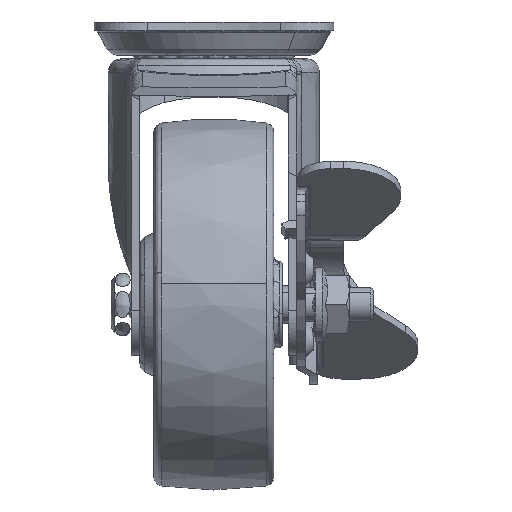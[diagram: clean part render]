
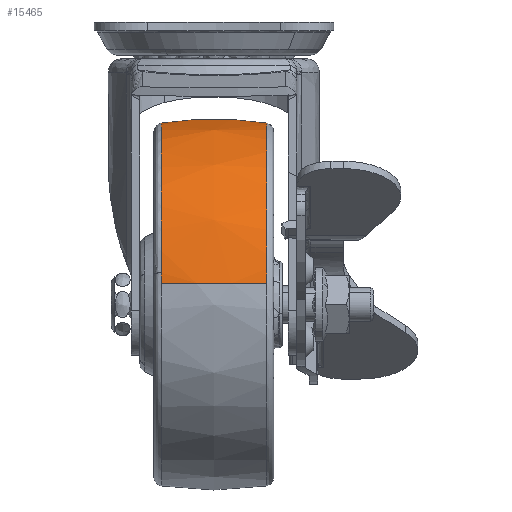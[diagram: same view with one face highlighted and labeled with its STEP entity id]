
A CAD part, left-side view. The second image highlights one B-rep face of the part: STEP entity #15465.
In plain terms, the highlighted free-form (B-spline) face has degree [2, 2] with [5, 5] control points.
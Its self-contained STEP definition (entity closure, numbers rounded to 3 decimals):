
#14496=CARTESIAN_POINT('',(-55.295,9.231,-42.437));
#14497=VERTEX_POINT('',#14496);
#14509=CARTESIAN_POINT('',(-24.0,9.231,-16.214));
#14510=VERTEX_POINT('',#14509);
#14511=CARTESIAN_POINT('',(-24.0,9.231,-16.214));
#14512=CARTESIAN_POINT('',(-26.367,9.231,-16.214));
#14513=CARTESIAN_POINT('',(-30.639,9.231,-16.694));
#14514=CARTESIAN_POINT('',(-35.767,9.231,-18.355));
#14515=CARTESIAN_POINT('',(-39.506,9.231,-20.184));
#14516=CARTESIAN_POINT('',(-42.589,9.231,-22.123));
#14517=CARTESIAN_POINT('',(-45.286,9.231,-24.308));
#14518=CARTESIAN_POINT('',(-47.93,9.231,-26.977));
#14519=CARTESIAN_POINT('',(-50.263,9.231,-29.927));
#14520=CARTESIAN_POINT('',(-52.536,9.231,-33.758));
#14521=CARTESIAN_POINT('',(-54.269,9.231,-37.928));
#14522=CARTESIAN_POINT('',(-55.032,9.231,-40.959));
#14523=CARTESIAN_POINT('',(-55.295,9.231,-42.437));
#14524=B_SPLINE_CURVE_WITH_KNOTS('',3,(#14511,#14512,#14513,#14514,#14515,#14516,#14517,#14518,#14519,#14520,#14521,#14522,#14523),.UNSPECIFIED.,.F.,.U.,(4,1,1,1,1,1,1,1,1,1,4),(0.,7.101,12.816,16.107,19.571,23.727,26.498,30.828,34.985,39.834,44.337),.UNSPECIFIED.);
#14525=EDGE_CURVE('',#14510,#14497,#14524,.T.);
#14627=CARTESIAN_POINT('',(-55.573,9.231,-44.33));
#14628=VERTEX_POINT('',#14627);
#14646=CARTESIAN_POINT('',(-55.295,9.231,-42.437));
#14647=CARTESIAN_POINT('',(-55.407,9.231,-43.065));
#14648=CARTESIAN_POINT('',(-55.499,9.231,-43.696));
#14649=CARTESIAN_POINT('',(-55.573,9.231,-44.33));
#14650=B_SPLINE_CURVE_WITH_KNOTS('',3,(#14646,#14647,#14648,#14649),.UNSPECIFIED.,.F.,.U.,(4,4),(0.,1.914),.UNSPECIFIED.);
#14651=EDGE_CURVE('',#14497,#14628,#14650,.T.);
#14868=CARTESIAN_POINT('',(-24.0,-9.231,-16.214));
#14869=VERTEX_POINT('',#14868);
#14887=CARTESIAN_POINT('',(-55.573,-9.231,-44.33));
#14888=VERTEX_POINT('',#14887);
#14889=CARTESIAN_POINT('',(-24.0,-9.231,-16.214));
#14890=CARTESIAN_POINT('',(-25.566,-9.231,-16.214));
#14891=CARTESIAN_POINT('',(-29.059,-9.231,-16.473));
#14892=CARTESIAN_POINT('',(-34.229,-9.231,-17.731));
#14893=CARTESIAN_POINT('',(-39.041,-9.231,-19.851));
#14894=CARTESIAN_POINT('',(-42.901,-9.231,-22.332));
#14895=CARTESIAN_POINT('',(-46.172,-9.231,-25.098));
#14896=CARTESIAN_POINT('',(-49.3,-9.231,-28.537));
#14897=CARTESIAN_POINT('',(-51.781,-9.231,-32.332));
#14898=CARTESIAN_POINT('',(-53.465,-9.231,-35.939));
#14899=CARTESIAN_POINT('',(-54.782,-9.231,-39.693));
#14900=CARTESIAN_POINT('',(-55.358,-9.231,-42.475));
#14901=CARTESIAN_POINT('',(-55.573,-9.231,-44.33));
#14902=B_SPLINE_CURVE_WITH_KNOTS('',3,(#14889,#14890,#14891,#14892,#14893,#14894,#14895,#14896,#14897,#14898,#14899,#14900,#14901),.UNSPECIFIED.,.F.,.U.,(4,1,1,1,1,1,1,1,1,1,4),(0.,4.697,10.479,15.899,20.415,24.209,28.726,34.327,37.759,40.65,46.251),.UNSPECIFIED.);
#14903=EDGE_CURVE('',#14869,#14888,#14902,.T.);
#15400=CARTESIAN_POINT('',(-24.0,-9.231,-16.214));
#15401=CARTESIAN_POINT('',(-24.,-7.323,-15.917));
#15402=CARTESIAN_POINT('',(-24.,-3.383,-15.497));
#15403=CARTESIAN_POINT('',(-24.0,2.803,-15.452));
#15404=CARTESIAN_POINT('',(-24.,7.037,-15.873));
#15405=CARTESIAN_POINT('',(-24.0,9.231,-16.214));
#15406=B_SPLINE_CURVE_WITH_KNOTS('',3,(#15400,#15401,#15402,#15403,#15404,#15405),.UNSPECIFIED.,.F.,.U.,(4,1,1,4),(0.,5.792,11.874,18.535),.UNSPECIFIED.);
#15407=EDGE_CURVE('',#14869,#14510,#15406,.T.);
#15413=CARTESIAN_POINT('',(-55.573,-9.231,-44.33));
#15414=CARTESIAN_POINT('',(-55.912,-7.037,-44.29));
#15415=CARTESIAN_POINT('',(-56.33,-2.803,-44.242));
#15416=CARTESIAN_POINT('',(-56.285,3.383,-44.247));
#15417=CARTESIAN_POINT('',(-55.868,7.323,-44.296));
#15418=CARTESIAN_POINT('',(-55.573,9.231,-44.33));
#15419=B_SPLINE_CURVE_WITH_KNOTS('',3,(#15413,#15414,#15415,#15416,#15417,#15418),.UNSPECIFIED.,.F.,.U.,(4,1,1,4),(0.,6.661,12.743,18.535),.UNSPECIFIED.);
#15420=EDGE_CURVE('',#14888,#14628,#15419,.T.);
#15425=CARTESIAN_POINT('',(-23.795,-10.162,-16.367));
#15426=CARTESIAN_POINT('',(-23.789,-5.118,-15.5));
#15427=CARTESIAN_POINT('',(-23.789,0.,-15.5));
#15428=CARTESIAN_POINT('',(-23.789,5.118,-15.5));
#15429=CARTESIAN_POINT('',(-23.795,10.162,-16.367));
#15430=CARTESIAN_POINT('',(-23.897,-10.162,-16.367));
#15431=CARTESIAN_POINT('',(-23.894,-5.118,-15.5));
#15432=CARTESIAN_POINT('',(-23.894,0.,-15.5));
#15433=CARTESIAN_POINT('',(-23.894,5.118,-15.5));
#15434=CARTESIAN_POINT('',(-23.897,10.162,-16.367));
#15435=CARTESIAN_POINT('',(-52.169,-10.162,-16.367));
#15436=CARTESIAN_POINT('',(-52.941,-5.118,-15.5));
#15437=CARTESIAN_POINT('',(-52.941,0.,-15.5));
#15438=CARTESIAN_POINT('',(-52.941,5.118,-15.5));
#15439=CARTESIAN_POINT('',(-52.169,10.162,-16.367));
#15440=CARTESIAN_POINT('',(-55.434,-10.162,-44.454));
#15441=CARTESIAN_POINT('',(-56.295,-5.118,-44.357));
#15442=CARTESIAN_POINT('',(-56.295,0.,-44.357));
#15443=CARTESIAN_POINT('',(-56.295,5.118,-44.357));
#15444=CARTESIAN_POINT('',(-55.434,10.162,-44.454));
#15445=CARTESIAN_POINT('',(-55.446,-10.162,-44.561));
#15446=CARTESIAN_POINT('',(-56.308,-5.118,-44.466));
#15447=CARTESIAN_POINT('',(-56.308,0.,-44.466));
#15448=CARTESIAN_POINT('',(-56.308,5.118,-44.466));
#15449=CARTESIAN_POINT('',(-55.446,10.162,-44.561));
#15457=(BOUNDED_SURFACE()B_SPLINE_SURFACE(2,2,((#15425,#15430,#15435,#15440,#15445),(#15426,#15431,#15436,#15441,#15446),(#15427,#15432,#15437,#15442,#15447),(#15428,#15433,#15438,#15443,#15448),(#15429,#15434,#15439,#15444,#15449)),.UNSPECIFIED.,.F.,.F.,.U.)B_SPLINE_SURFACE_WITH_KNOTS((3,2,3),(3,1,1,3),(0.0,10.405,20.811),(0.0,0.247,49.733,49.98),.UNSPECIFIED.)GEOMETRIC_REPRESENTATION_ITEM()RATIONAL_B_SPLINE_SURFACE(((0.963,0.962,0.702,0.92,0.921),(0.979,0.978,0.713,0.936,0.937),(1.003,1.001,0.731,0.958,0.959),(0.979,0.978,0.713,0.936,0.937),(0.963,0.962,0.702,0.92,0.921)))REPRESENTATION_ITEM('')SURFACE());
#15458=ORIENTED_EDGE('',*,*,#14525,.T.);
#15459=ORIENTED_EDGE('',*,*,#14651,.T.);
#15460=ORIENTED_EDGE('',*,*,#15420,.F.);
#15461=ORIENTED_EDGE('',*,*,#14903,.F.);
#15462=ORIENTED_EDGE('',*,*,#15407,.T.);
#15463=EDGE_LOOP('',(#15458,#15459,#15460,#15461,#15462));
#15464=FACE_OUTER_BOUND('',#15463,.T.);
#15465=ADVANCED_FACE('',(#15464),#15457,.T.);
